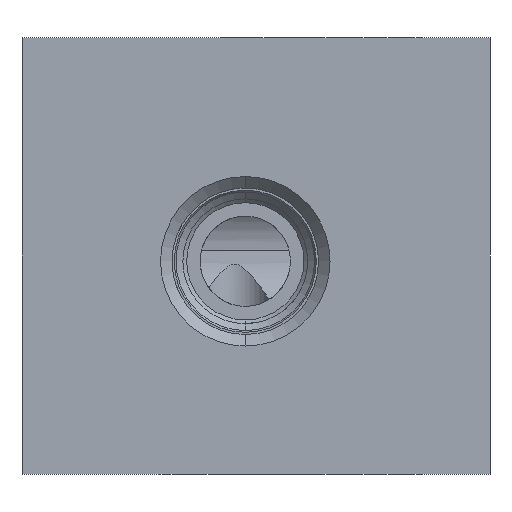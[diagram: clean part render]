
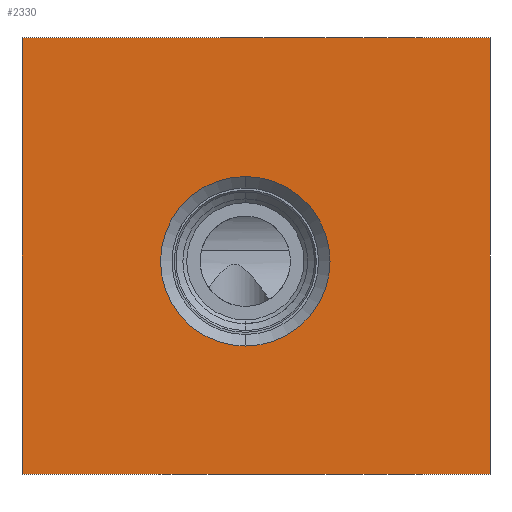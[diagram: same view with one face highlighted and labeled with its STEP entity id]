
A CAD part, left-side view. The second image highlights one B-rep face of the part: STEP entity #2330.
In plain terms, the highlighted planar face has unit normal (-1, 0, 0).
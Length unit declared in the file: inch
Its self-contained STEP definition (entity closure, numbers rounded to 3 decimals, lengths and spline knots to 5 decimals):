
#1=DIRECTION('',(0.,-1.,0.));
#2=VECTOR('',#1,2.75);
#3=CARTESIAN_POINT('',(0.,0.,0.));
#4=LINE('',#3,#2);
#37=DIRECTION('',(0.,0.,1.));
#38=VECTOR('',#37,2.562);
#39=CARTESIAN_POINT('',(0.,0.,0.));
#40=LINE('',#39,#38);
#41=CARTESIAN_POINT('',(0.,-1.312,1.25));
#42=DIRECTION('',(1.,0.,0.));
#43=DIRECTION('',(0.,0.,-1.));
#44=AXIS2_PLACEMENT_3D('',#41,#42,#43);
#46=CARTESIAN_POINT('',(0.,-1.312,1.25));
#47=DIRECTION('',(1.,0.,0.));
#48=DIRECTION('',(0.,0.,1.));
#49=AXIS2_PLACEMENT_3D('',#46,#47,#48);
#89=DIRECTION('',(0.,0.,1.));
#90=VECTOR('',#89,2.562);
#91=CARTESIAN_POINT('',(0.,-2.75,0.));
#92=LINE('',#91,#90);
#113=DIRECTION('',(0.,-1.,0.));
#114=VECTOR('',#113,2.75);
#115=CARTESIAN_POINT('',(0.,0.,2.562));
#116=LINE('',#115,#114);
#1974=CARTESIAN_POINT('',(0.,0.,0.));
#1975=CARTESIAN_POINT('',(0.,-2.75,0.));
#1976=VERTEX_POINT('',#1974);
#1977=VERTEX_POINT('',#1975);
#1982=CARTESIAN_POINT('',(0.,0.,2.562));
#1983=CARTESIAN_POINT('',(0.,-2.75,2.562));
#1984=VERTEX_POINT('',#1982);
#1985=VERTEX_POINT('',#1983);
#2216=CARTESIAN_POINT('',(0.,-1.312,1.748));
#2217=VERTEX_POINT('',#2216);
#2226=CARTESIAN_POINT('',(0.,-1.312,0.752));
#2227=VERTEX_POINT('',#2226);
#2310=CARTESIAN_POINT('',(0.,0.,0.));
#2311=DIRECTION('',(-1.,0.,0.));
#2312=DIRECTION('',(0.,-1.,0.));
#2313=AXIS2_PLACEMENT_3D('',#2310,#2311,#2312);
#2314=PLANE('',#2313);
#2315=ORIENTED_EDGE('',*,*,#2287,.F.);
#2317=ORIENTED_EDGE('',*,*,#2316,.T.);
#2319=ORIENTED_EDGE('',*,*,#2318,.T.);
#2321=ORIENTED_EDGE('',*,*,#2320,.F.);
#2322=EDGE_LOOP('',(#2315,#2317,#2319,#2321));
#2323=FACE_OUTER_BOUND('',#2322,.F.);
#2325=ORIENTED_EDGE('',*,*,#2324,.F.);
#2327=ORIENTED_EDGE('',*,*,#2326,.F.);
#2328=EDGE_LOOP('',(#2325,#2327));
#2329=FACE_BOUND('',#2328,.F.);
#2330=ADVANCED_FACE('',(#2323,#2329),#2314,.T.);
#45=CIRCLE('',#44,0.498);
#50=CIRCLE('',#49,0.498);
#2287=EDGE_CURVE('',#1976,#1977,#4,.T.);
#2316=EDGE_CURVE('',#1976,#1984,#40,.T.);
#2318=EDGE_CURVE('',#1984,#1985,#116,.T.);
#2320=EDGE_CURVE('',#1977,#1985,#92,.T.);
#2324=EDGE_CURVE('',#2227,#2217,#45,.T.);
#2326=EDGE_CURVE('',#2217,#2227,#50,.T.);
